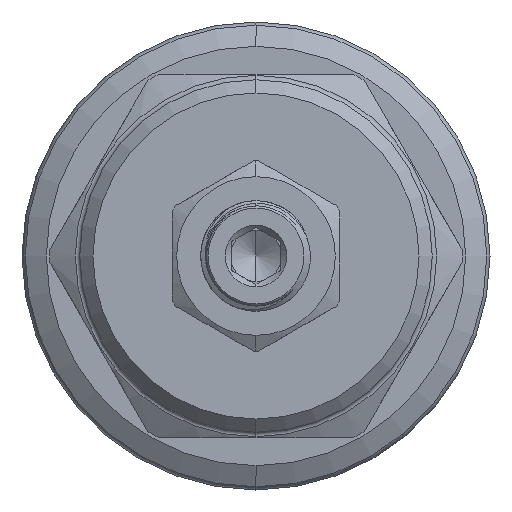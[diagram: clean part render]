
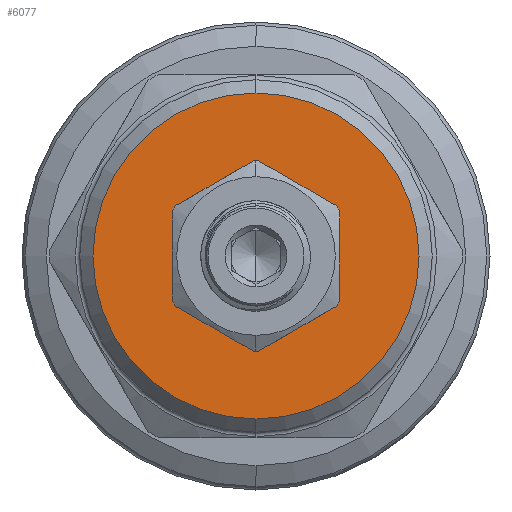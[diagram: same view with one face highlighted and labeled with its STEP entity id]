
A CAD part, left-side view. The second image highlights one B-rep face of the part: STEP entity #6077.
In plain terms, the highlighted planar face has unit normal (-1, 0, 0).
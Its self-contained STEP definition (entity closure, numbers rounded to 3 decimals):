
#1545 = CIRCLE ( 'NONE', #9227, 9. ) ;
#1552 = CIRCLE ( 'NONE', #9232, 18.5 ) ;
#1754 = CIRCLE ( 'NONE', #9319, 18.5 ) ;
#2392 = VERTEX_POINT ( 'NONE', #11024 ) ;
#2415 = VERTEX_POINT ( 'NONE', #11043 ) ;
#2695 = VERTEX_POINT ( 'NONE', #10806 ) ;
#2846 = VERTEX_POINT ( 'NONE', #10832 ) ;
#3885 = CARTESIAN_POINT ( 'NONE',  ( -20., 0., 0. ) ) ;
#3886 = DIRECTION ( 'NONE',  ( -1., 0., 0. ) ) ;
#3887 = DIRECTION ( 'NONE',  ( 0., 0., 1. ) ) ;
#4758 = FACE_BOUND ( 'NONE', #7690, .T. ) ;
#4761 = FACE_OUTER_BOUND ( 'NONE', #7381, .T. ) ;
#5166 = CIRCLE ( 'NONE', #12909, 9. ) ;
#5703 = ORIENTED_EDGE ( 'NONE', *, *, #6366, .F. ) ;
#5704 = ORIENTED_EDGE ( 'NONE', *, *, #6805, .F. ) ;
#5705 = ORIENTED_EDGE ( 'NONE', *, *, #6663, .T. ) ;
#5706 = ORIENTED_EDGE ( 'NONE', *, *, #6811, .T. ) ;
#6077 = ADVANCED_FACE ( 'NONE', ( #4758, #4761 ), #9146, .T. ) ;
#6366 = EDGE_CURVE ( 'NONE', #2695, #2415, #5166, .T. ) ;
#6663 = EDGE_CURVE ( 'NONE', #2846, #2392, #1754, .T. ) ;
#6805 = EDGE_CURVE ( 'NONE', #2415, #2695, #1545, .T. ) ;
#6811 = EDGE_CURVE ( 'NONE', #2392, #2846, #1552, .T. ) ;
#7381 = EDGE_LOOP ( 'NONE', ( #5705, #5706 ) ) ;
#7690 = EDGE_LOOP ( 'NONE', ( #5703, #5704 ) ) ;
#8473 = CARTESIAN_POINT ( 'NONE',  ( -20., 0., 0. ) ) ;
#8474 = DIRECTION ( 'NONE',  ( -1., 0., 0. ) ) ;
#8475 = DIRECTION ( 'NONE',  ( 0., 0., 1. ) ) ;
#8501 = CARTESIAN_POINT ( 'NONE',  ( -20., 0., 0. ) ) ;
#8502 = DIRECTION ( 'NONE',  ( -1., 0., 0. ) ) ;
#8503 = DIRECTION ( 'NONE',  ( 0., 0., 1. ) ) ;
#9122 = DIRECTION ( 'NONE',  ( 0., 0., 1. ) ) ;
#9138 = CARTESIAN_POINT ( 'NONE',  ( -20., 0., 0. ) ) ;
#9146 = PLANE ( 'NONE',  #13489 ) ;
#9154 = DIRECTION ( 'NONE',  ( -1., 0., 0. ) ) ;
#9227 = AXIS2_PLACEMENT_3D ( 'NONE', #8473, #8474, #8475 ) ;
#9232 = AXIS2_PLACEMENT_3D ( 'NONE', #8501, #8502, #8503 ) ;
#9319 = AXIS2_PLACEMENT_3D ( 'NONE', #3885, #3886, #3887 ) ;
#10806 = CARTESIAN_POINT ( 'NONE',  ( -20., 0., 9. ) ) ;
#10832 = CARTESIAN_POINT ( 'NONE',  ( -20., 0., -18.5 ) ) ;
#11024 = CARTESIAN_POINT ( 'NONE',  ( -20., 0., 18.5 ) ) ;
#11043 = CARTESIAN_POINT ( 'NONE',  ( -20., 0., -9. ) ) ;
#11567 = CARTESIAN_POINT ( 'NONE',  ( -20., 0., 0. ) ) ;
#11568 = DIRECTION ( 'NONE',  ( -1., 0., 0. ) ) ;
#11569 = DIRECTION ( 'NONE',  ( 0., 0., 1. ) ) ;
#12909 = AXIS2_PLACEMENT_3D ( 'NONE', #11567, #11568, #11569 ) ;
#13489 = AXIS2_PLACEMENT_3D ( 'NONE', #9138, #9154, #9122 ) ;
